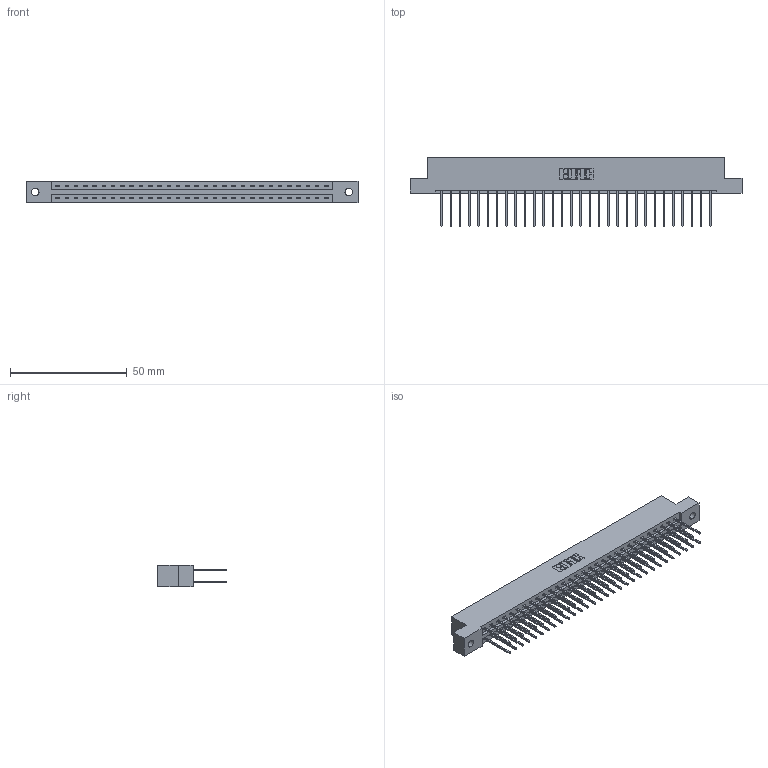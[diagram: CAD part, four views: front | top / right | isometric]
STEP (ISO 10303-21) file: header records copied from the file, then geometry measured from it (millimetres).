
FILE_DESCRIPTION (( 'STEP AP203' ), '1' );
FILE_NAME ('387-060-540-202.STEP', '2018-09-21T03:11:07', ( '' ), ( '' ), 'SwSTEP 2.0', 'SolidWorks 2016', '' );
FILE_SCHEMA (( 'CONFIG_CONTROL_DESIGN' ));
Length unit declared in the file: inch
Products named in the file (3): 337 Part_Flush Mounting Lugs - 0.128 Dia; 345-292-001_345-293-140; 387-060-540-202
Assembly tree (61 placements, depth 2):
  387-060-540-202
    337 Part_Flush Mounting Lugs - 0.128 Dia
    345-292-001_345-293-140  x60
Bounding box: 141.88 x 29.47 x 9.4 mm (x, y, z)
Volume: 14984 mm3; surface area: 17674.5 mm2
Topology: 61 solids, 61 shells, 3354 faces, 9971 edges, 6566 vertices
Faces by surface type: plane 2350, cylinder 1004
Entity records: 24833 total; most frequent: CARTESIAN_POINT 4194, ORIENTED_EDGE 4130, DIRECTION 3589, EDGE_CURVE 2065, LINE 1937, VECTOR 1937, VERTEX_POINT 1374, AXIS2_PLACEMENT_3D 826
